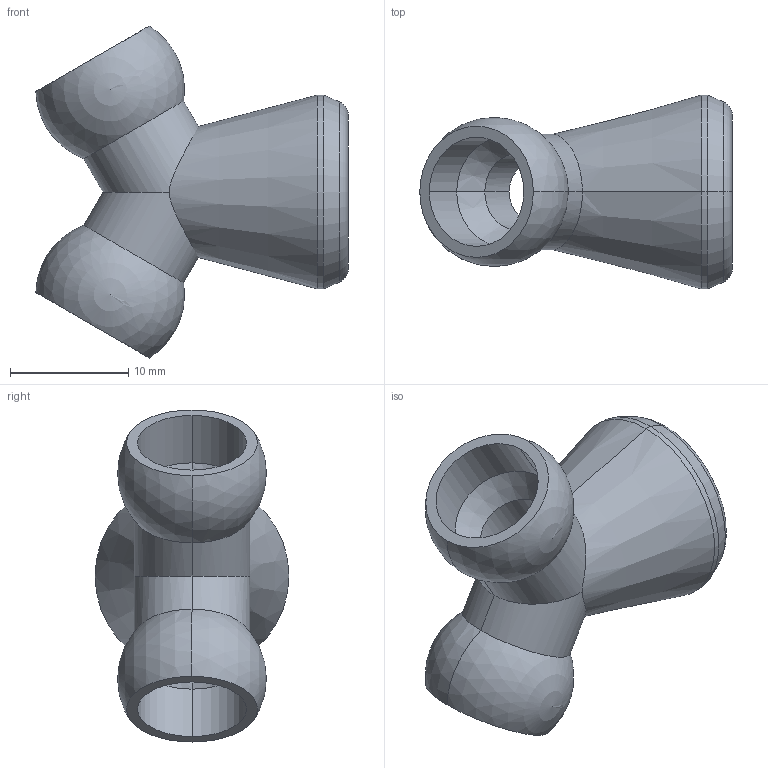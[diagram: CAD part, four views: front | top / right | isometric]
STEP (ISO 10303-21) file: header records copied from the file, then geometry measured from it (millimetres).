
FILE_DESCRIPTION (( 'STEP AP203' ), '1' );
FILE_NAME ('1-4x1-4 Y Fitting.STEP', '2005-02-04T23:02:53', ( 'mark lockwood' ), ( 'lockwood products inc.' ), 'SwSTEP 2.0', 'SolidWorks 2004146', '' );
FILE_SCHEMA (( 'CONFIG_CONTROL_DESIGN' ));
Length unit declared in the file: inch
Products named in the file (1): 1-4x1-4 Y Fitting
Bounding box: 26.39 x 16.38 x 28.05 mm (x, y, z)
Volume: 2029.7 mm3; surface area: 2568.2 mm2
Topology: 1 solids, 1 shells, 45 faces, 117 edges, 67 vertices
Faces by surface type: cylinder 18, cone 10, plane 9, sphere 6, torus 2
Entity records: 1473 total; most frequent: CARTESIAN_POINT 406, DIRECTION 220, ORIENTED_EDGE 204, EDGE_CURVE 102, AXIS2_PLACEMENT_3D 96, VERTEX_POINT 58, CIRCLE 50, EDGE_LOOP 48
